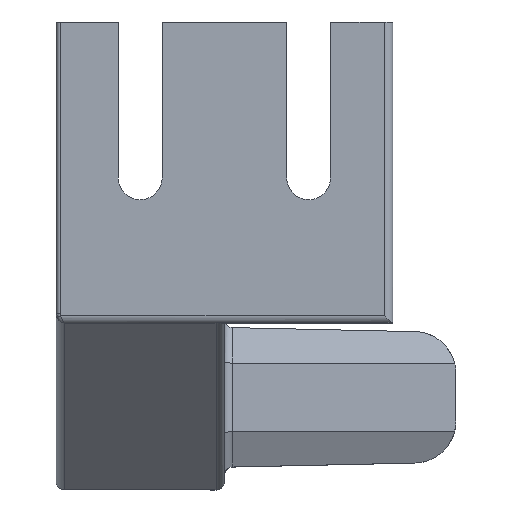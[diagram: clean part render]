
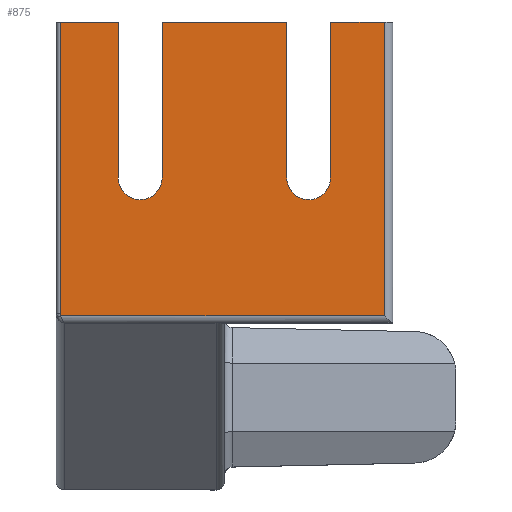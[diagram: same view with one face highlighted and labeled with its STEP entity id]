
A CAD part, top view. The second image highlights one B-rep face of the part: STEP entity #875.
In plain terms, the highlighted planar face has unit normal (0, 0, 1).
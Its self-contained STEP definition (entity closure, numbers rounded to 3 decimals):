
#34=PLANE('',#977);
#88=FACE_OUTER_BOUND('',#135,.T.);
#135=EDGE_LOOP('',(#760,#761,#762,#763,#764,#765,#766,#767,#768,#769,#770,
#771,#772));
#152=ELLIPSE('',#927,0.559,0.5);
#188=LINE('',#1408,#266);
#195=LINE('',#1449,#273);
#196=LINE('',#1502,#274);
#205=LINE('',#1525,#283);
#231=LINE('',#1622,#309);
#234=LINE('',#1630,#312);
#236=LINE('',#1634,#314);
#237=LINE('',#1637,#315);
#238=LINE('',#1641,#316);
#239=LINE('',#1642,#317);
#266=VECTOR('',#1050,10.);
#273=VECTOR('',#1067,10.);
#274=VECTOR('',#1082,10.);
#283=VECTOR('',#1109,10.);
#309=VECTOR('',#1201,10.);
#312=VECTOR('',#1210,10.);
#314=VECTOR('',#1214,10.);
#315=VECTOR('',#1217,10.);
#316=VECTOR('',#1220,10.);
#317=VECTOR('',#1221,10.);
#343=CIRCLE('',#974,2.6);
#344=CIRCLE('',#978,2.6);
#374=VERTEX_POINT('',#1395);
#377=VERTEX_POINT('',#1406);
#384=VERTEX_POINT('',#1447);
#385=VERTEX_POINT('',#1470);
#388=VERTEX_POINT('',#1496);
#394=VERTEX_POINT('',#1524);
#422=VERTEX_POINT('',#1620);
#423=VERTEX_POINT('',#1624);
#424=VERTEX_POINT('',#1628);
#425=VERTEX_POINT('',#1632);
#426=VERTEX_POINT('',#1636);
#427=VERTEX_POINT('',#1638);
#428=VERTEX_POINT('',#1640);
#466=EDGE_CURVE('',#374,#377,#188,.T.);
#477=EDGE_CURVE('',#377,#384,#195,.T.);
#481=EDGE_CURVE('',#388,#385,#152,.T.);
#484=EDGE_CURVE('',#385,#374,#196,.T.);
#496=EDGE_CURVE('',#394,#388,#205,.T.);
#540=EDGE_CURVE('',#422,#384,#231,.T.);
#542=EDGE_CURVE('',#423,#422,#343,.T.);
#544=EDGE_CURVE('',#424,#423,#234,.T.);
#546=EDGE_CURVE('',#424,#425,#236,.T.);
#547=EDGE_CURVE('',#426,#425,#237,.T.);
#548=EDGE_CURVE('',#427,#426,#344,.T.);
#549=EDGE_CURVE('',#428,#427,#238,.T.);
#550=EDGE_CURVE('',#428,#394,#239,.T.);
#760=ORIENTED_EDGE('',*,*,#466,.T.);
#761=ORIENTED_EDGE('',*,*,#477,.T.);
#762=ORIENTED_EDGE('',*,*,#540,.F.);
#763=ORIENTED_EDGE('',*,*,#542,.F.);
#764=ORIENTED_EDGE('',*,*,#544,.F.);
#765=ORIENTED_EDGE('',*,*,#546,.T.);
#766=ORIENTED_EDGE('',*,*,#547,.F.);
#767=ORIENTED_EDGE('',*,*,#548,.F.);
#768=ORIENTED_EDGE('',*,*,#549,.F.);
#769=ORIENTED_EDGE('',*,*,#550,.T.);
#770=ORIENTED_EDGE('',*,*,#496,.T.);
#771=ORIENTED_EDGE('',*,*,#481,.T.);
#772=ORIENTED_EDGE('',*,*,#484,.T.);
#875=ADVANCED_FACE('',(#88),#34,.F.);
#927=AXIS2_PLACEMENT_3D('',#1497,#1074,#1075);
#974=AXIS2_PLACEMENT_3D('',#1626,#1205,#1206);
#977=AXIS2_PLACEMENT_3D('',#1635,#1215,#1216);
#978=AXIS2_PLACEMENT_3D('',#1639,#1218,#1219);
#1050=DIRECTION('',(0.,1.,0.));
#1067=DIRECTION('',(-1.,0.,0.));
#1074=DIRECTION('center_axis',(0.,0.,
1.));
#1075=DIRECTION('ref_axis',(0.,-1.,0.));
#1082=DIRECTION('',(1.,0.,0.));
#1109=DIRECTION('',(0.,-1.,0.));
#1201=DIRECTION('',(0.,1.,0.));
#1205=DIRECTION('center_axis',(0.,0.,
1.));
#1206=DIRECTION('ref_axis',(-1.,0.,0.));
#1210=DIRECTION('',(0.,-1.,0.));
#1214=DIRECTION('',(-1.,0.,0.));
#1215=DIRECTION('center_axis',(0.,0.,
-1.));
#1216=DIRECTION('ref_axis',(0.,-1.,0.));
#1217=DIRECTION('',(0.,1.,0.));
#1218=DIRECTION('center_axis',(0.,0.,
1.));
#1219=DIRECTION('ref_axis',(1.,0.,0.));
#1220=DIRECTION('',(0.,-1.,0.));
#1221=DIRECTION('',(-1.,0.,0.));
#1395=CARTESIAN_POINT('',(19.,65.368,47.));
#1406=CARTESIAN_POINT('',(19.,100.25,47.));
#1408=CARTESIAN_POINT('',(19.,81.875,47.));
#1447=CARTESIAN_POINT('',(12.6,100.25,47.));
#1449=CARTESIAN_POINT('',(0.,100.25,47.));
#1470=CARTESIAN_POINT('',(-19.447,65.368,47.));
#1496=CARTESIAN_POINT('',(-19.5,65.618,47.));
#1497=CARTESIAN_POINT('Origin',(-19.,65.618,47.));
#1502=CARTESIAN_POINT('',(0.,65.368,47.));
#1524=CARTESIAN_POINT('',(-19.5,100.25,47.));
#1525=CARTESIAN_POINT('',(-19.5,66.25,47.));
#1620=CARTESIAN_POINT('',(12.6,81.75,47.));
#1622=CARTESIAN_POINT('',(12.6,79.25,47.));
#1624=CARTESIAN_POINT('',(7.4,81.75,47.));
#1626=CARTESIAN_POINT('Origin',(10.,81.75,47.));
#1628=CARTESIAN_POINT('',(7.4,100.25,47.));
#1630=CARTESIAN_POINT('',(7.4,88.5,47.));
#1632=CARTESIAN_POINT('',(-7.4,100.25,47.));
#1634=CARTESIAN_POINT('',(0.,100.25,47.));
#1635=CARTESIAN_POINT('Origin',(0.,76.75,47.));
#1636=CARTESIAN_POINT('',(-7.4,81.75,47.));
#1637=CARTESIAN_POINT('',(-7.4,79.25,47.));
#1638=CARTESIAN_POINT('',(-12.6,81.75,47.));
#1639=CARTESIAN_POINT('Origin',(-10.,81.75,47.));
#1640=CARTESIAN_POINT('',(-12.6,100.25,47.));
#1641=CARTESIAN_POINT('',(-12.6,88.5,47.));
#1642=CARTESIAN_POINT('',(0.,100.25,47.));
